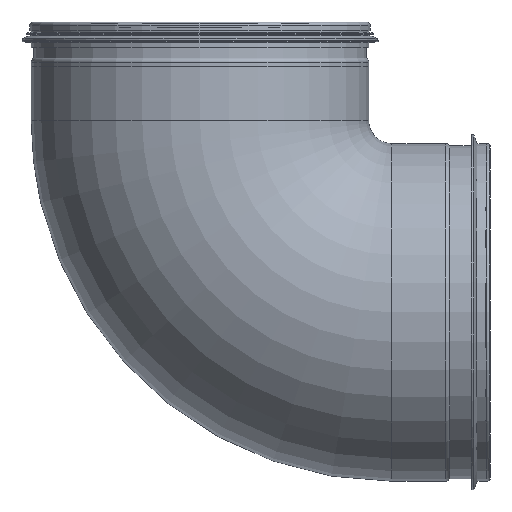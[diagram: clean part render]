
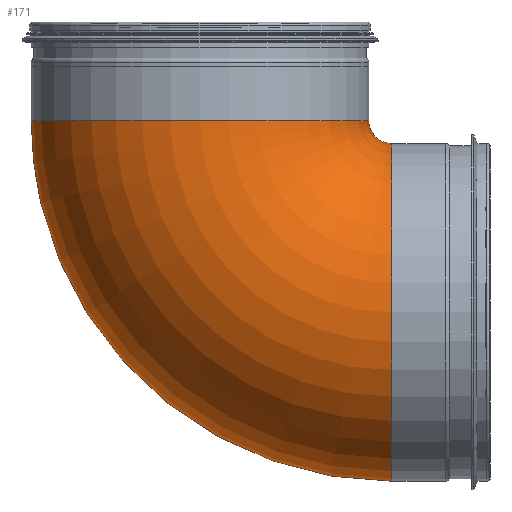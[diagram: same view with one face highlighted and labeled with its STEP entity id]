
A CAD part, left-side view. The second image highlights one B-rep face of the part: STEP entity #171.
In plain terms, the highlighted toroidal (fillet/blend) face has major radius 83.65 mm and minor radius 73.65 mm.
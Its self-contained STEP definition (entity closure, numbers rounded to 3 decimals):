
#171=ADVANCED_FACE('',(#366,#367),#368,.T.);
#366=FACE_BOUND('',#572,.T.);
#367=FACE_BOUND('',#573,.T.);
#368=TOROIDAL_SURFACE('',#574,83.65,73.65);
#572=EDGE_LOOP('',(#1102));
#573=EDGE_LOOP('',(#1103));
#574=AXIS2_PLACEMENT_3D('',#1104,#1105,#1106);
#1102=ORIENTED_EDGE('',*,*,#1257,.T.);
#1103=ORIENTED_EDGE('',*,*,#1267,.T.);
#1104=CARTESIAN_POINT('',(64.553,-83.65,131.118));
#1105=DIRECTION('',(1.0,0.0,0.0));
#1106=DIRECTION('',(0.0,-1.0,0.));
#1257=EDGE_CURVE('',#1510,#1510,#1511,.T.);
#1267=EDGE_CURVE('',#1530,#1530,#1531,.T.);
#1510=VERTEX_POINT('',#1772);
#1511=CIRCLE('',#1773,73.65);
#1530=VERTEX_POINT('',#1792);
#1531=CIRCLE('',#1793,73.65);
#1772=CARTESIAN_POINT('',(138.203,0.,131.118));
#1773=AXIS2_PLACEMENT_3D('',#2107,#2108,#2109);
#1792=CARTESIAN_POINT('',(138.203,-83.65,47.468));
#1793=AXIS2_PLACEMENT_3D('',#2137,#2138,#2139);
#2107=CARTESIAN_POINT('',(64.553,0.,131.118));
#2108=DIRECTION('',(0.0,0.,-1.0));
#2109=DIRECTION('',(1.0,0.0,0.0));
#2137=CARTESIAN_POINT('',(64.553,-83.65,47.468));
#2138=DIRECTION('',(-0.0,1.0,0.));
#2139=DIRECTION('',(1.0,0.0,0.0));
